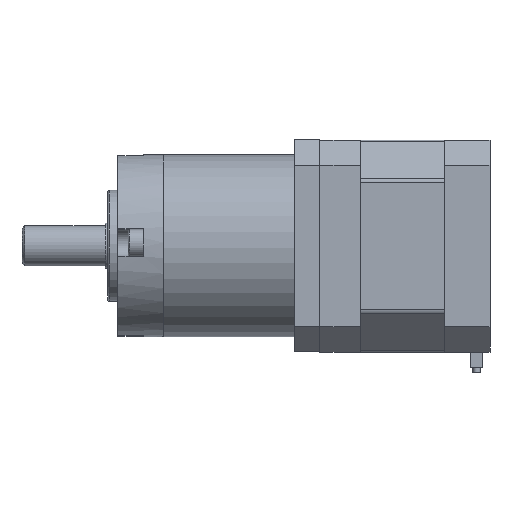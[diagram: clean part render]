
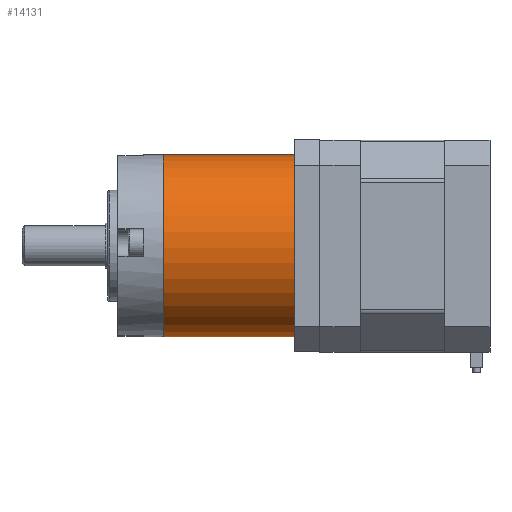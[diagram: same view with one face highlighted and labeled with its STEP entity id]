
A CAD part, front view. The second image highlights one B-rep face of the part: STEP entity #14131.
In plain terms, the highlighted cylindrical face has radius 18 mm (diameter 36 mm), a partial arc.
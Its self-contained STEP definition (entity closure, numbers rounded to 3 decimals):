
#553 = ORIENTED_EDGE ( 'NONE', *, *, #14823, .T. ) ;
#690 = CARTESIAN_POINT ( 'NONE',  ( -18., 0., 26. ) ) ;
#798 = CARTESIAN_POINT ( 'NONE',  ( 0., 0., 26. ) ) ;
#1562 = CARTESIAN_POINT ( 'NONE',  ( 0., 0., 26. ) ) ;
#2414 = CARTESIAN_POINT ( 'NONE',  ( -18., 0., 26. ) ) ;
#4845 = ORIENTED_EDGE ( 'NONE', *, *, #21911, .F. ) ;
#5968 = CARTESIAN_POINT ( 'NONE',  ( 18., 0., 26. ) ) ;
#6337 = CYLINDRICAL_SURFACE ( 'NONE', #21949, 18. ) ;
#7101 = DIRECTION ( 'NONE',  ( 1., 0., 0. ) ) ;
#7830 = VECTOR ( 'NONE', #21631, 1000. ) ;
#7934 = LINE ( 'NONE', #5968, #15292 ) ;
#8822 = AXIS2_PLACEMENT_3D ( 'NONE', #798, #13436, #23568 ) ;
#9402 = VERTEX_POINT ( 'NONE', #12028 ) ;
#10007 = VERTEX_POINT ( 'NONE', #22347 ) ;
#10010 = LINE ( 'NONE', #690, #7830 ) ;
#10673 = DIRECTION ( 'NONE',  ( 0., 0., 1. ) ) ;
#11793 = EDGE_CURVE ( 'NONE', #20442, #10007, #17413, .T. ) ;
#12028 = CARTESIAN_POINT ( 'NONE',  ( 18., 0., 0. ) ) ;
#12199 = ORIENTED_EDGE ( 'NONE', *, *, #11793, .F. ) ;
#13436 = DIRECTION ( 'NONE',  ( 0., 0., 1. ) ) ;
#14131 = ADVANCED_FACE ( 'NONE', ( #23109 ), #6337, .T. ) ;
#14346 = VERTEX_POINT ( 'NONE', #16582 ) ;
#14823 = EDGE_CURVE ( 'NONE', #14346, #9402, #19602, .T. ) ;
#14919 = DIRECTION ( 'NONE',  ( 0., 0., -1. ) ) ;
#15292 = VECTOR ( 'NONE', #14919, 1000. ) ;
#15984 = EDGE_CURVE ( 'NONE', #20442, #14346, #10010, .T. ) ;
#16045 = CARTESIAN_POINT ( 'NONE',  ( 0., 0., 0. ) ) ;
#16582 = CARTESIAN_POINT ( 'NONE',  ( -18., 0., 0. ) ) ;
#17154 = ORIENTED_EDGE ( 'NONE', *, *, #15984, .T. ) ;
#17413 = CIRCLE ( 'NONE', #8822, 18. ) ;
#19602 = CIRCLE ( 'NONE', #23492, 18. ) ;
#20442 = VERTEX_POINT ( 'NONE', #2414 ) ;
#21631 = DIRECTION ( 'NONE',  ( 0., 0., -1. ) ) ;
#21911 = EDGE_CURVE ( 'NONE', #10007, #9402, #7934, .T. ) ;
#21949 = AXIS2_PLACEMENT_3D ( 'NONE', #1562, #23722, #23846 ) ;
#22125 = EDGE_LOOP ( 'NONE', ( #4845, #12199, #17154, #553 ) ) ;
#22347 = CARTESIAN_POINT ( 'NONE',  ( 18., 0., 26. ) ) ;
#23109 = FACE_OUTER_BOUND ( 'NONE', #22125, .T. ) ;
#23492 = AXIS2_PLACEMENT_3D ( 'NONE', #16045, #10673, #7101 ) ;
#23568 = DIRECTION ( 'NONE',  ( 1., 0., 0. ) ) ;
#23722 = DIRECTION ( 'NONE',  ( 0., 0., -1. ) ) ;
#23846 = DIRECTION ( 'NONE',  ( -1., 0., 0. ) ) ;
